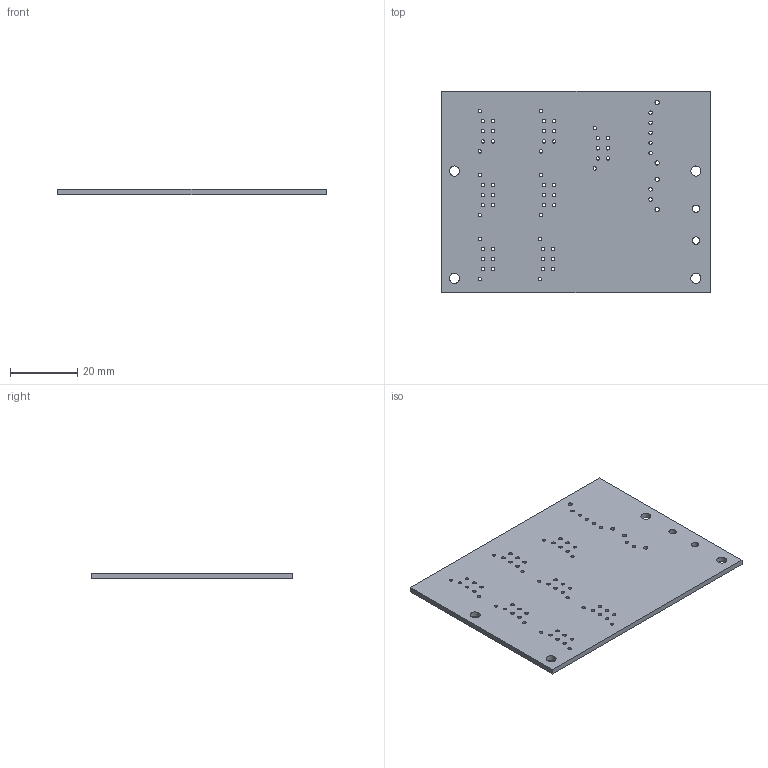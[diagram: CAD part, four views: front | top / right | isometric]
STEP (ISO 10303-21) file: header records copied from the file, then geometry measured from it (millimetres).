
FILE_DESCRIPTION(('KiCad electronic assembly'),'2;1');
FILE_NAME('Flexifab-Passthrough_Board-v0.1.stp','2018-03-15T14:40:33',( 'An Author'),('A Company'),'Open CASCADE STEP processor 6.8', 'KiCad to STEP converter','Unknown');
FILE_SCHEMA(('AUTOMOTIVE_DESIGN_CC2 { 1 2 10303 214 -1 1 5 4 }'));
Length unit declared in the file: millimetre
Products named in the file (2): Open CASCADE STEP translator 6.8 1; COMPOUND
Assembly tree (1 placements, depth 2):
  Open CASCADE STEP translator 6.8 1
    COMPOUND
Bounding box: 80.01 x 60 x 1.6 mm (x, y, z)
Volume: 7532.8 mm3; surface area: 10295.2 mm2
Topology: 1 solids, 1 shells, 79 faces, 231 edges, 154 vertices
Faces by surface type: cylinder 73, plane 6
Full cylindrical faces by diameter (mm): 1.02 x63, 1.27 x4, 2.2 x2, 3.01 x4
Entity records: 6053 total; most frequent: DIRECTION 1001, CARTESIAN_POINT 928, ORIENTED_EDGE 462, PCURVE 462, DEFINITIONAL_REPRESENTATION 462, LINE 401, VECTOR 401, CIRCLE 292
